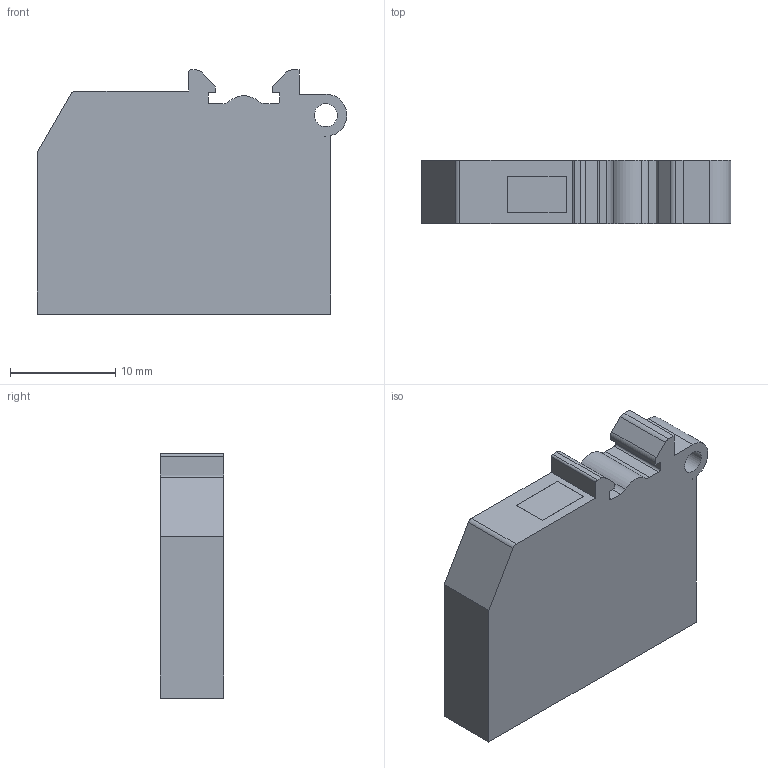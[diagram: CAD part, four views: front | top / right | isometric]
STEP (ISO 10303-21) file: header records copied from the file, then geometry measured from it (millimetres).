
FILE_DESCRIPTION(/* description */ (''),/* implementation_level */ '2;1');
FILE_NAME(/* name */ 'CPD1.stp',/* time_stamp */ '2016-06-22T08:47:01-04:00',/* author */ ('CAD Station'),/* organization */ (''),/* preprocessor_version */ 'ST-DEVELOPER v16.1',/* originating_system */ 'Autodesk Inventor 2016',/* authorisation */ '');
FILE_SCHEMA (('AUTOMOTIVE_DESIGN { 1 0 10303 214 3 1 1 }'));
Length unit declared in the file: metre
Products named in the file (1): CPD1
Bounding box: 29.45 x 6 x 23.2 mm (x, y, z)
Volume: 3496.6 mm3; surface area: 1859.3 mm2
Topology: 1 solids, 1 shells, 43 faces, 121 edges, 81 vertices
Faces by surface type: plane 29, cylinder 14
Full cylindrical faces by diameter (mm): 2.2 x1
Entity records: 1466 total; most frequent: CARTESIAN_POINT 243, ORIENTED_EDGE 238, DIRECTION 235, EDGE_CURVE 119, LINE 91, VECTOR 91, VERTEX_POINT 80, AXIS2_PLACEMENT_3D 72
